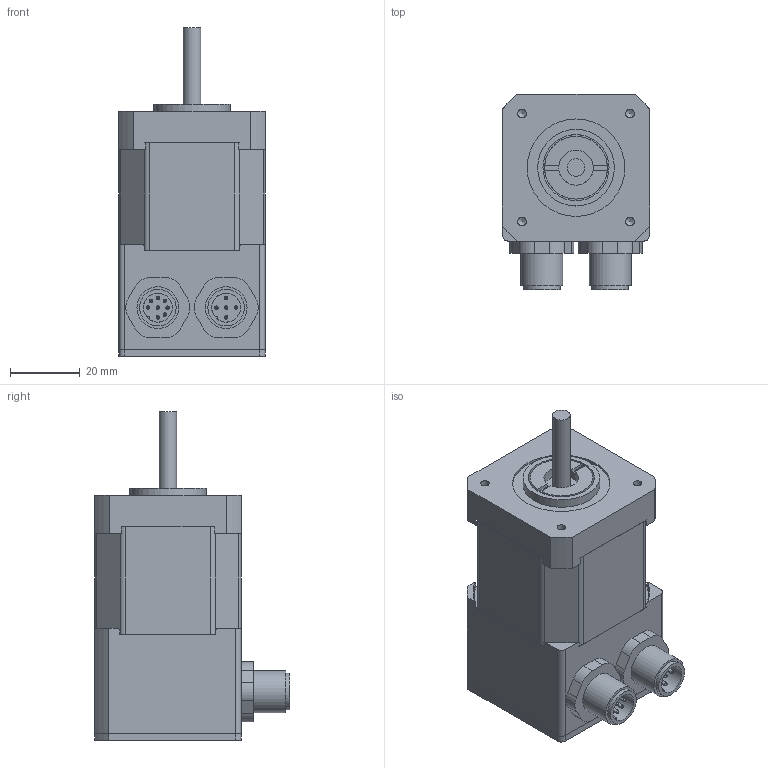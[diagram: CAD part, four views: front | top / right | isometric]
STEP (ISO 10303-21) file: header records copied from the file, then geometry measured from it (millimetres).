
FILE_DESCRIPTION(/* description */ (''),/* implementation_level */ '2;1');
FILE_NAME(/* name */ 'AS4118L1804-ENM24.stp',/* time_stamp */ '2022-09-07T09:04:14+02:00',/* author */ ('angelika.schneid'),/* organization */ (''),/* preprocessor_version */ 'ST-DEVELOPER v17.2',/* originating_system */ 'Autodesk Inventor 2019',/* authorisation */ '');
FILE_SCHEMA (('AUTOMOTIVE_DESIGN { 1 0 10303 214 3 1 1 }'));
Length unit declared in the file: millimetre
Products named in the file (1): AS4118L1804-ENM24
Bounding box: 42.3 x 56.15 x 94.4 mm (x, y, z)
Volume: 91354.1 mm3; surface area: 35402.8 mm2
Topology: 11 solids, 11 shells, 410 faces, 1074 edges, 717 vertices
Faces by surface type: plane 166, cylinder 134, cone 77, torus 32, bspline 1
Full cylindrical faces by diameter (mm): 1 x14, 2.013 x4, 2.224 x4, 2.459 x4, 2.5 x4, 2.9 x4, 3.4 x4, 4.7 x4, 5 x2, 8.3 x2, 10 x1, 10.5 x2, 12 x2, 18 x1, 19 x1, 21.95 x1, 22 x1, 28 x1
Entity records: 13642 total; most frequent: CARTESIAN_POINT 2747, DIRECTION 2272, ORIENTED_EDGE 2124, EDGE_CURVE 1062, AXIS2_PLACEMENT_3D 887, VERTEX_POINT 717, LINE 498, VECTOR 498
